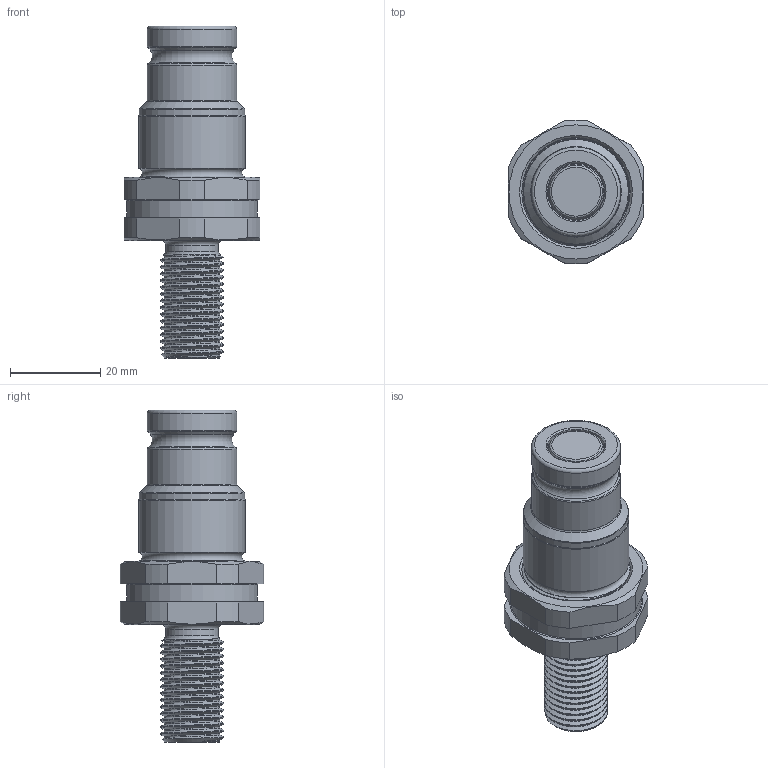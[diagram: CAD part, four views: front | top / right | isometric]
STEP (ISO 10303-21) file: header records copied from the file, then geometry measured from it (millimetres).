
FILE_DESCRIPTION(/* description */ (''),/* implementation_level */ '2;1');
FILE_NAME(/* name */ 'M3007170.stp',/* time_stamp */ '2023-11-29T08:54:55+01:00',/* author */ ('PT'),/* organization */ (''),/* preprocessor_version */ 'ST-DEVELOPER v19',/* originating_system */ 'Autodesk Inventor 2023',/* authorisation */ '');
FILE_SCHEMA (('AUTOMOTIVE_DESIGN { 1 0 10303 214 3 1 1 }'));
Length unit declared in the file: millimetre
Products named in the file (1): M3007170
Bounding box: 30 x 31.84 x 73.5 mm (x, y, z)
Volume: 16899.9 mm3; surface area: 13580.8 mm2
Topology: 3 solids, 3 shells, 170 faces, 445 edges, 289 vertices
Faces by surface type: cylinder 91, torus 26, plane 26, cone 21, bspline 6
Full cylindrical faces by diameter (mm): 6 x1, 8 x1, 9 x1, 11.7 x1, 12.376 x14, 12.55 x1, 12.7 x2, 14 x15, 16.2 x1, 16.5 x1, 17.2 x1, 19.76 x2, 22 x1, 22.897 x7, 22.9 x4, 23.34 x1, 23.5 x1, 23.98 x5, 23.983 x5, 24.5 x1, 29 x1
Entity records: 9404 total; most frequent: CARTESIAN_POINT 5452, ORIENTED_EDGE 888, DIRECTION 794, EDGE_CURVE 444, AXIS2_PLACEMENT_3D 331, VERTEX_POINT 289, EDGE_LOOP 183, FACE_OUTER_BOUND 170
